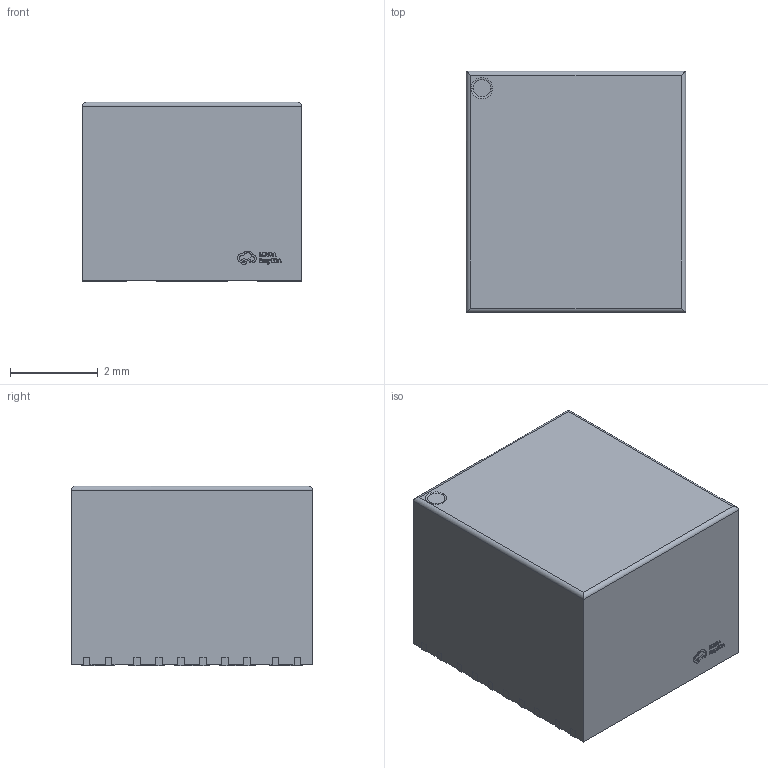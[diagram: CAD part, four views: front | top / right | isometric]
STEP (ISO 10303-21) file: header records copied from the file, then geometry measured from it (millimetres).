
FILE_DESCRIPTION (( 'STEP AP214' ), '1' );
FILE_NAME ('B3QFN-19_L5.5-W5.0-P0.50-TL.STEP', '2025-04-29T10:04:22', ( '' ), ( '' ), 'SwSTEP 2.0', 'SolidWorks 2020', '' );
FILE_SCHEMA (( 'AUTOMOTIVE_DESIGN' ));
Length unit declared in the file: millimetre
Products named in the file (1): B3QFN-19_L5.5-W5.0-P0.50-TL
Bounding box: 5 x 5.5 x 4.1 mm (x, y, z)
Volume: 112.2 mm3; surface area: 175.5 mm2
Topology: 20 solids, 20 shells, 822 faces, 2273 edges, 1514 vertices
Faces by surface type: plane 488, cylinder 234, bspline 98, torus 2
Entity records: 35970 total; most frequent: CARTESIAN_POINT 5928, ORIENTED_EDGE 4546, DIRECTION 3985, EDGE_CURVE 2273, LINE 1603, VECTOR 1603, VERTEX_POINT 1514, AXIS2_PLACEMENT_3D 1191
